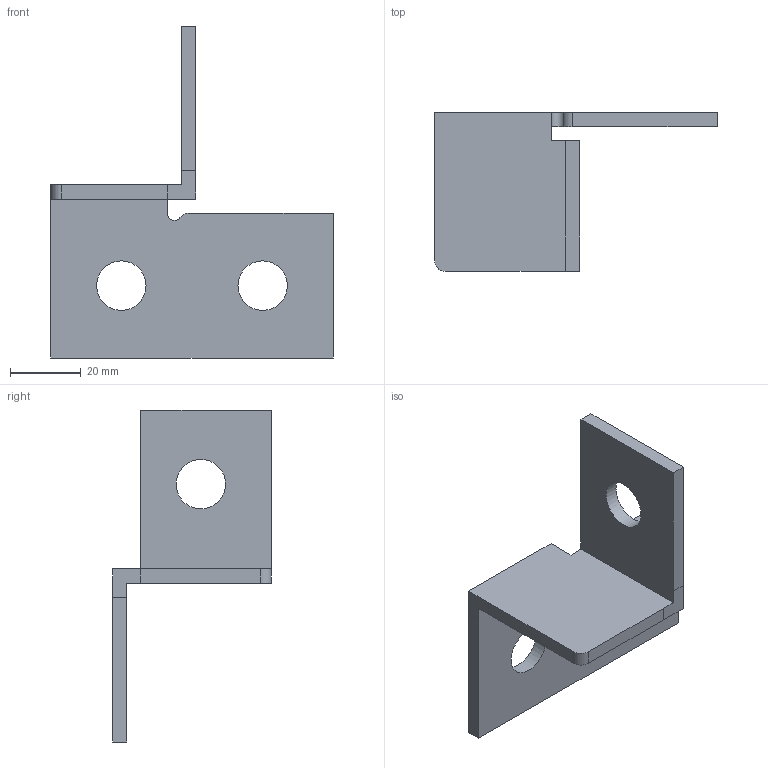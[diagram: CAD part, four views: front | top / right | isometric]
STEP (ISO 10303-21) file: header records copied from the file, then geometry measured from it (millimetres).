
FILE_DESCRIPTION(/* description */ (''),/* implementation_level */ '2;1');
FILE_NAME(/* name */ 'PS2D.ipt.stp',/* time_stamp */ '2023-05-17T09:46:57+03:00',/* author */ ('Man88'),/* organization */ (''),/* preprocessor_version */ 'ST-DEVELOPER v19.2',/* originating_system */ 'Autodesk Inventor 2023',/* authorisation */ '');
FILE_SCHEMA (('AUTOMOTIVE_DESIGN { 1 0 10303 214 3 1 1 }'));
Length unit declared in the file: millimetre
Products named in the file (1): Пластина угловая 
двухмерная, PS2D
Bounding box: 80 x 45 x 94 mm (x, y, z)
Volume: 25549.7 mm3; surface area: 15088.6 mm2
Topology: 1 solids, 1 shells, 25 faces, 69 edges, 46 vertices
Faces by surface type: plane 19, cylinder 6
Full cylindrical faces by diameter (mm): 14 x3
Entity records: 850 total; most frequent: CARTESIAN_POINT 141, ORIENTED_EDGE 138, DIRECTION 133, EDGE_CURVE 69, LINE 57, VECTOR 57, VERTEX_POINT 46, AXIS2_PLACEMENT_3D 38
